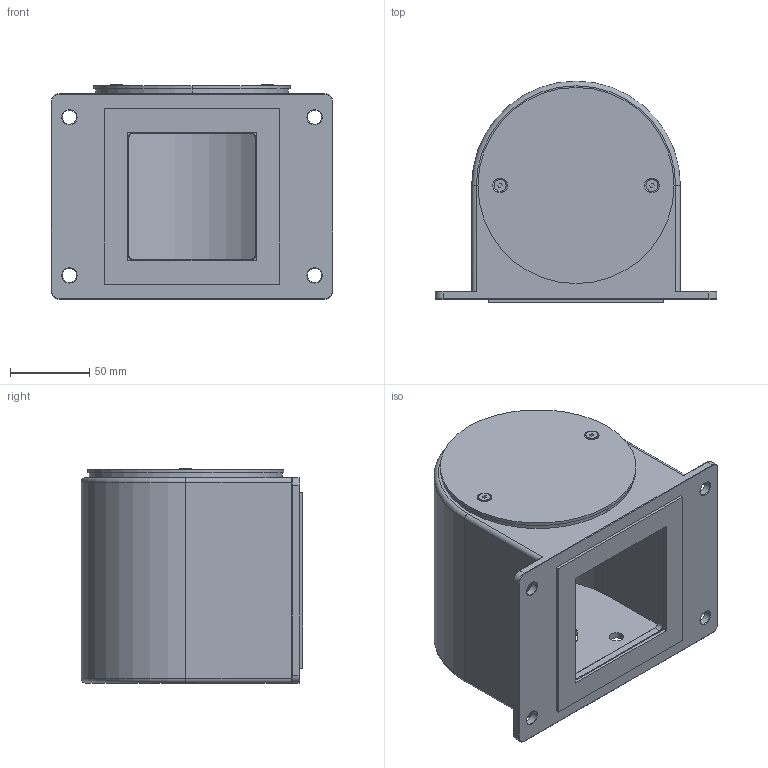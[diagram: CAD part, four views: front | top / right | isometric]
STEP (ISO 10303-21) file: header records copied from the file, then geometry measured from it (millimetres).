
FILE_DESCRIPTION (( 'STEP AP214' ), '1' );
FILE_NAME ('57017900.STEP', '2008-06-25T05:51:06', ( '' ), ( '' ), 'SwSTEP 2.0', 'SolidWorks 2008', '' );
FILE_SCHEMA (( 'AUTOMOTIVE_DESIGN' ));
Length unit declared in the file: millimetre
Products named in the file (8): 95643_Standard; 93288_Standard; 95050_Standard; 82156_Vor der Montage; 82010_Rechteckschnur in Wandkosole GTH 48 eingebaut ; 82269_Standard; 82010_Rechteckscnur f黵 Wandkonsole GTH 48; 57017900
Assembly tree (8 placements, depth 2):
  82010_Rechteckschnur in Wandkosole GTH 48 eingebaut 
  57017900
    82156_Vor der Montage  x2
    82269_Standard
    95643_Standard
    93288_Standard  x2
    95050_Standard
    82010_Rechteckscnur f黵 Wandkonsole GTH 48
Bounding box: 178 x 140 x 135.51 mm (x, y, z)
Volume: 370661 mm3; surface area: 205824.8 mm2
Topology: 8 solids, 8 shells, 206 faces, 496 edges, 308 vertices
Faces by surface type: plane 82, cone 60, cylinder 54, bspline 8, torus 2
Entity records: 5973 total; most frequent: CARTESIAN_POINT 1223, DIRECTION 996, ORIENTED_EDGE 884, EDGE_CURVE 442, AXIS2_PLACEMENT_3D 373, VERTEX_POINT 274, LINE 250, VECTOR 250
